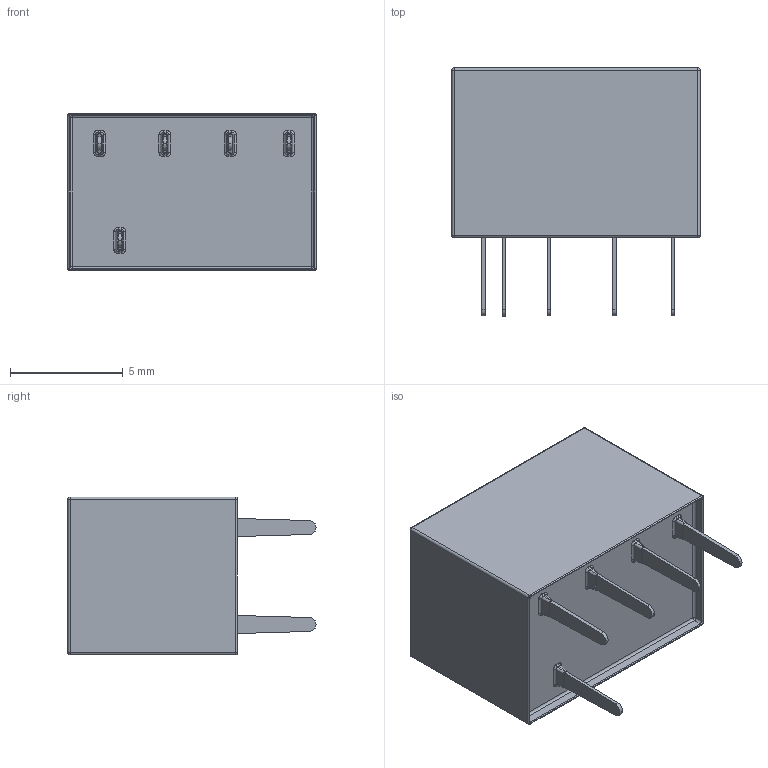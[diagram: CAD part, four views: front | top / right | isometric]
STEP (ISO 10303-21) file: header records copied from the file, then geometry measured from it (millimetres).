
FILE_DESCRIPTION (( 'STEP AP214' ), '1' );
FILE_NAME ('User Library-CFWLA.STEP', '2019-08-19T22:38:50', ( '' ), ( '' ), 'SwSTEP 2.0', 'SolidWorks 2019', '' );
FILE_SCHEMA (( 'AUTOMOTIVE_DESIGN' ));
Length unit declared in the file: millimetre
Products named in the file (1): User Library-CFWLA
Bounding box: 11 x 11 x 7 mm (x, y, z)
Volume: 543 mm3; surface area: 471.5 mm2
Topology: 6 solids, 6 shells, 310 faces, 781 edges, 486 vertices
Faces by surface type: plane 136, bspline 84, cylinder 74, sphere 8, torus 8
Entity records: 14426 total; most frequent: CARTESIAN_POINT 4626, ORIENTED_EDGE 1546, DIRECTION 1155, EDGE_CURVE 773, VERTEX_POINT 486, VECTOR 469, LINE 469, AXIS2_PLACEMENT_3D 343
